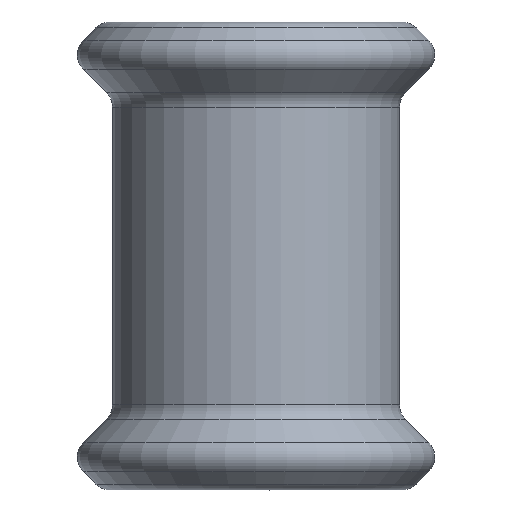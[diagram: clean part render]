
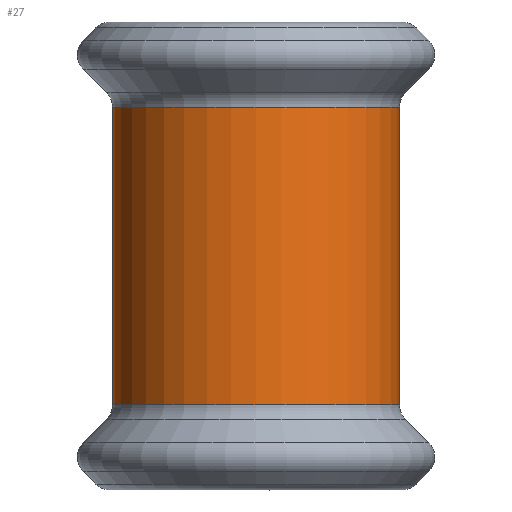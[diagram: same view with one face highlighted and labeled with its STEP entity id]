
A CAD part, front view. The second image highlights one B-rep face of the part: STEP entity #27.
In plain terms, the highlighted cylindrical face has radius 5.359 mm (diameter 10.719 mm), a partial arc.
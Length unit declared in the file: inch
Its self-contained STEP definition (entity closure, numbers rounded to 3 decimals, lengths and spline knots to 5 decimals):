
#19 = DIRECTION ( 'NONE',  ( 1., 0., 0. ) ) ;
#27 = ADVANCED_FACE ( 'NONE', ( #4228 ), #2450, .T. ) ;
#203 = DIRECTION ( 'NONE',  ( 0., 0., 1. ) ) ;
#321 = VERTEX_POINT ( 'NONE', #3878 ) ;
#466 = VERTEX_POINT ( 'NONE', #2646 ) ;
#938 = DIRECTION ( 'NONE',  ( 0., 0., 1. ) ) ;
#1233 = DIRECTION ( 'NONE',  ( 0., 0., 1. ) ) ;
#1348 = VECTOR ( 'NONE', #1233, 39.37008 ) ;
#1630 = ORIENTED_EDGE ( 'NONE', *, *, #3069, .T. ) ;
#1728 = EDGE_CURVE ( 'NONE', #466, #1737, #3259, .T. ) ;
#1737 = VERTEX_POINT ( 'NONE', #5884 ) ;
#1807 = CARTESIAN_POINT ( 'NONE',  ( 0.367, -0.625, -0.21901 ) ) ;
#2066 = DIRECTION ( 'NONE',  ( 0., 0., 1. ) ) ;
#2450 = CYLINDRICAL_SURFACE ( 'NONE', #4287, 0.211 ) ;
#2646 = CARTESIAN_POINT ( 'NONE',  ( -0.055, -0.625, 0.21901 ) ) ;
#2807 = DIRECTION ( 'NONE',  ( 0., 0., 1. ) ) ;
#3016 = AXIS2_PLACEMENT_3D ( 'NONE', #4791, #2066, #5251 ) ;
#3069 = EDGE_CURVE ( 'NONE', #5303, #1737, #4532, .T. ) ;
#3259 = CIRCLE ( 'NONE', #5546, 0.211 ) ;
#3264 = ORIENTED_EDGE ( 'NONE', *, *, #1728, .F. ) ;
#3325 = VECTOR ( 'NONE', #203, 39.37008 ) ;
#3670 = CARTESIAN_POINT ( 'NONE',  ( 0.156, -0.625, 0.21901 ) ) ;
#3822 = EDGE_LOOP ( 'NONE', ( #4174, #1630, #3264, #4626 ) ) ;
#3878 = CARTESIAN_POINT ( 'NONE',  ( -0.055, -0.625, -0.21901 ) ) ;
#3944 = CARTESIAN_POINT ( 'NONE',  ( -0.055, -0.625, 0.21901 ) ) ;
#4070 = CARTESIAN_POINT ( 'NONE',  ( 0.367, -0.625, 0. ) ) ;
#4140 = DIRECTION ( 'NONE',  ( 1., 0., 0. ) ) ;
#4174 = ORIENTED_EDGE ( 'NONE', *, *, #4335, .T. ) ;
#4228 = FACE_OUTER_BOUND ( 'NONE', #3822, .T. ) ;
#4287 = AXIS2_PLACEMENT_3D ( 'NONE', #4538, #2807, #19 ) ;
#4335 = EDGE_CURVE ( 'NONE', #321, #5303, #5457, .T. ) ;
#4532 = LINE ( 'NONE', #4070, #3325 ) ;
#4538 = CARTESIAN_POINT ( 'NONE',  ( 0.156, -0.625, 0. ) ) ;
#4626 = ORIENTED_EDGE ( 'NONE', *, *, #5708, .F. ) ;
#4791 = CARTESIAN_POINT ( 'NONE',  ( 0.156, -0.625, -0.21901 ) ) ;
#5016 = LINE ( 'NONE', #3944, #1348 ) ;
#5251 = DIRECTION ( 'NONE',  ( 1., 0., 0. ) ) ;
#5303 = VERTEX_POINT ( 'NONE', #1807 ) ;
#5457 = CIRCLE ( 'NONE', #3016, 0.211 ) ;
#5546 = AXIS2_PLACEMENT_3D ( 'NONE', #3670, #938, #4140 ) ;
#5708 = EDGE_CURVE ( 'NONE', #321, #466, #5016, .T. ) ;
#5884 = CARTESIAN_POINT ( 'NONE',  ( 0.367, -0.625, 0.21901 ) ) ;
